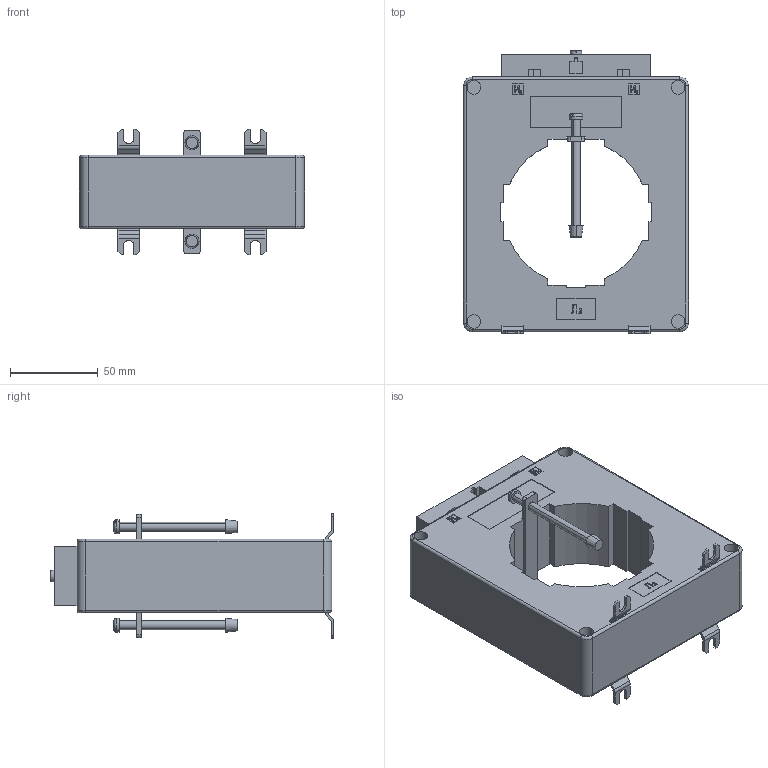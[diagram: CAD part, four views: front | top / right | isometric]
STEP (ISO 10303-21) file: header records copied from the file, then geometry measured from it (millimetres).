
FILE_DESCRIPTION (( 'STEP AP214' ), '1' );
FILE_NAME ('ITB50-2-15-1200 Òðàíñôîðìàòîð òîêà ÒØÏ-0,66 1200_5À 15ÂÀ êëàññ 0,5 ãàáàðèò 85 ÈÝÊ.STEP', '2018-02-02T06:59:05', ( '' ), ( '' ), 'SwSTEP 2.0', 'SolidWorks 2014', '' );
FILE_SCHEMA (( 'AUTOMOTIVE_DESIGN' ));
Length unit declared in the file: millimetre
Products named in the file (1): ITB50-2-15-1200 Òðàíñôîðìàòîð òîêà ÒØÏ-0,66  1200_5À  15ÂÀ  êëàññ 0,5 ãàáàðèò 85  ÈÝÊ
Bounding box: 128 x 161.2 x 71.4 mm (x, y, z)
Volume: 561806.6 mm3; surface area: 84153.1 mm2
Topology: 5 solids, 5 shells, 595 faces, 1583 edges, 1042 vertices
Faces by surface type: plane 433, cylinder 100, bspline 38, torus 20, cone 4
Entity records: 20483 total; most frequent: CARTESIAN_POINT 5595, ORIENTED_EDGE 3166, DIRECTION 2871, EDGE_CURVE 1583, VECTOR 1211, LINE 1211, VERTEX_POINT 1042, AXIS2_PLACEMENT_3D 830
